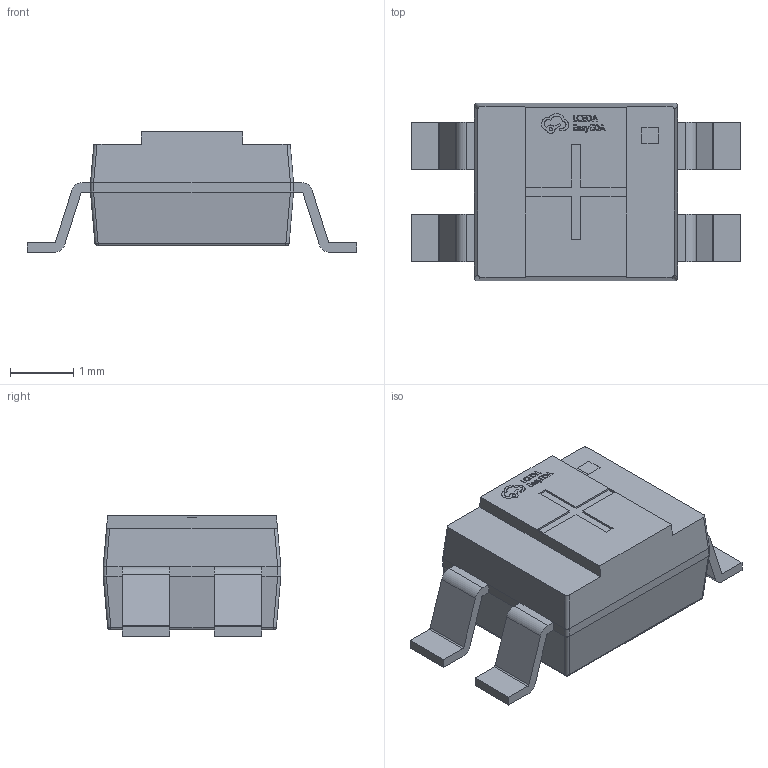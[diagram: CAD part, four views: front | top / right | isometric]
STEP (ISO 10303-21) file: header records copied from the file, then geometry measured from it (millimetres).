
FILE_DESCRIPTION(('HOOPS Exchange Step'),'2;1');
FILE_NAME('temp_export','2025-06-28T14:29:06-04:00',('evanl'),('Shapr3D Limited'),'HOOPS Exchange 2024.8','Shapr3D','Authorized');
FILE_SCHEMA( ('AP242_MANAGED_MODEL_BASED_3D_ENGINEERING_MIM_LF {1 0 10303 442 1 1 4}') );
Length unit declared in the file: millimetre
Products named in the file (2): LED-SMD_4P-L3.2-W2.8_XZMDKCBDDG45S-9.step; root
Assembly tree (1 placements, depth 2):
  root
    LED-SMD_4P-L3.2-W2.8_XZMDKCBDDG45S-9.step
Bounding box: 5.2 x 2.8 x 1.9 mm (x, y, z)
Volume: 14.4 mm3; surface area: 60.8 mm2
Topology: 2 solids, 2 shells, 357 faces, 959 edges, 631 vertices
Faces by surface type: plane 222, bspline 98, cylinder 34, sphere 3
Full cylindrical faces by diameter (mm): 2.4 x2
Entity records: 11891 total; most frequent: CARTESIAN_POINT 3451, ORIENTED_EDGE 1918, DIRECTION 1335, EDGE_CURVE 959, VECTOR 687, LINE 687, VERTEX_POINT 631, EDGE_LOOP 382
